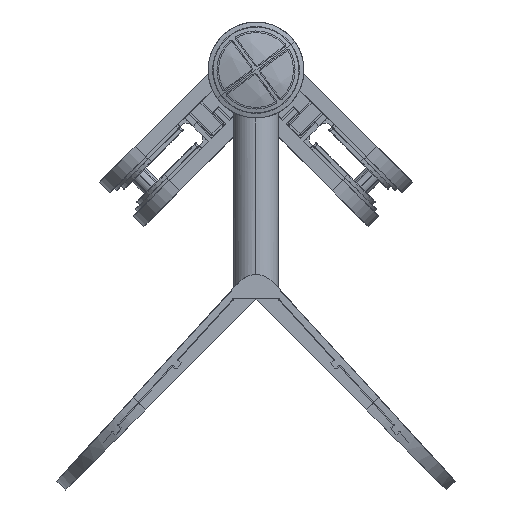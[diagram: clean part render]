
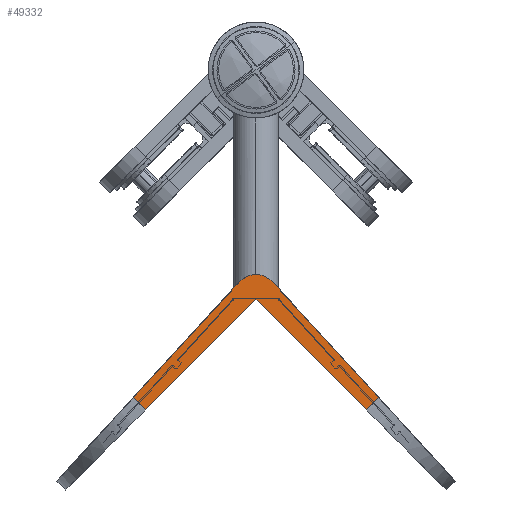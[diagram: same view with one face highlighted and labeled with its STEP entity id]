
A CAD part, front view. The second image highlights one B-rep face of the part: STEP entity #49332.
In plain terms, the highlighted face is planar.
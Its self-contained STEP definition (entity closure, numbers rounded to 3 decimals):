
#1570 = CARTESIAN_POINT ( 'NONE',  ( 7.373, -8.046, 100. ) ) ;
#1741 = DIRECTION ( 'NONE',  ( -0.676, 0.737, 0. ) ) ;
#1946 = CARTESIAN_POINT ( 'NONE',  ( -48.79, -64.607, 100. ) ) ;
#3595 = CARTESIAN_POINT ( 'NONE',  ( 54.223, -59.174, 100. ) ) ;
#6006 = CARTESIAN_POINT ( 'NONE',  ( 88.035, -96.073, 100. ) ) ;
#6614 = EDGE_LOOP ( 'NONE', ( #27071, #34235, #21104, #19665, #46380, #17791, #37320 ) ) ;
#6753 = DIRECTION ( 'NONE',  ( 0.707, 0.707, 0. ) ) ;
#8005 = CARTESIAN_POINT ( 'NONE',  ( -98.315, -15.082, 100. ) ) ;
#8166 = CARTESIAN_POINT ( 'NONE',  ( 0., 0., 100. ) ) ;
#8691 = CARTESIAN_POINT ( 'NONE',  ( 0., -15.816, 100. ) ) ;
#9754 = VECTOR ( 'NONE', #1741, 1000. ) ;
#9809 = VERTEX_POINT ( 'NONE', #51297 ) ;
#11345 = VERTEX_POINT ( 'NONE', #17489 ) ;
#11522 = CARTESIAN_POINT ( 'NONE',  ( -37.3, -150.697, 100. ) ) ;
#12986 = DIRECTION ( 'NONE',  ( -0.676, -0.737, 0. ) ) ;
#13095 = EDGE_CURVE ( 'NONE', #44252, #27907, #35102, .T. ) ;
#13264 = CARTESIAN_POINT ( 'NONE',  ( 0., -14.802, 100. ) ) ;
#14173 = PLANE ( 'NONE',  #43612 ) ;
#14756 = AXIS2_PLACEMENT_3D ( 'NONE', #13264, #26243, #43386 ) ;
#15285 = DIRECTION ( 'NONE',  ( -1., 0., 0. ) ) ;
#15647 = CIRCLE ( 'NONE', #14756, 10. ) ;
#16066 = CARTESIAN_POINT ( 'NONE',  ( -84.146, -99.962, 100. ) ) ;
#16178 = EDGE_CURVE ( 'NONE', #52707, #51239, #37224, .T. ) ;
#16270 = EDGE_CURVE ( 'NONE', #29572, #11345, #51016, .T. ) ;
#16527 = EDGE_CURVE ( 'NONE', #9809, #44252, #19997, .T. ) ;
#17489 = CARTESIAN_POINT ( 'NONE',  ( -54.223, -59.174, 100. ) ) ;
#17791 = ORIENTED_EDGE ( 'NONE', *, *, #32994, .T. ) ;
#18120 = VECTOR ( 'NONE', #12986, 1000. ) ;
#18708 = DIRECTION ( 'NONE',  ( 0., 0., -1. ) ) ;
#19665 = ORIENTED_EDGE ( 'NONE', *, *, #16527, .T. ) ;
#19997 = LINE ( 'NONE', #11522, #31598 ) ;
#21104 = ORIENTED_EDGE ( 'NONE', *, *, #22892, .T. ) ;
#22229 = DIRECTION ( 'NONE',  ( 0.707, -0.707, 0. ) ) ;
#22892 = EDGE_CURVE ( 'NONE', #51239, #9809, #34614, .T. ) ;
#26243 = DIRECTION ( 'NONE',  ( 0., 0., 1. ) ) ;
#27071 = ORIENTED_EDGE ( 'NONE', *, *, #29884, .T. ) ;
#27746 = FACE_OUTER_BOUND ( 'NONE', #6614, .T. ) ;
#27907 = VERTEX_POINT ( 'NONE', #1570 ) ;
#29572 = VERTEX_POINT ( 'NONE', #31464 ) ;
#29884 = EDGE_CURVE ( 'NONE', #11345, #52707, #34220, .T. ) ;
#31464 = CARTESIAN_POINT ( 'NONE',  ( -7.373, -8.046, 100. ) ) ;
#31598 = VECTOR ( 'NONE', #6753, 1000. ) ;
#32994 = EDGE_CURVE ( 'NONE', #27907, #29572, #15647, .T. ) ;
#33266 = DIRECTION ( 'NONE',  ( 0.707, 0.707, 0. ) ) ;
#33674 = DIRECTION ( 'NONE',  ( 0.707, -0.707, 0. ) ) ;
#34220 = LINE ( 'NONE', #8005, #34445 ) ;
#34235 = ORIENTED_EDGE ( 'NONE', *, *, #16178, .T. ) ;
#34445 = VECTOR ( 'NONE', #33674, 1000. ) ;
#34614 = LINE ( 'NONE', #8691, #43897 ) ;
#35102 = LINE ( 'NONE', #6006, #9754 ) ;
#37224 = LINE ( 'NONE', #16066, #43272 ) ;
#37320 = ORIENTED_EDGE ( 'NONE', *, *, #16270, .T. ) ;
#40950 = CARTESIAN_POINT ( 'NONE',  ( 0., 0., 100. ) ) ;
#43272 = VECTOR ( 'NONE', #33266, 1000. ) ;
#43386 = DIRECTION ( 'NONE',  ( -1., 0., 0. ) ) ;
#43612 = AXIS2_PLACEMENT_3D ( 'NONE', #40950, #18708, #15285 ) ;
#43897 = VECTOR ( 'NONE', #22229, 1000. ) ;
#44252 = VERTEX_POINT ( 'NONE', #3595 ) ;
#46380 = ORIENTED_EDGE ( 'NONE', *, *, #13095, .T. ) ;
#49332 = ADVANCED_FACE ( 'NONE', ( #27746 ), #14173, .F. ) ;
#51016 = LINE ( 'NONE', #8166, #18120 ) ;
#51239 = VERTEX_POINT ( 'NONE', #53932 ) ;
#51297 = CARTESIAN_POINT ( 'NONE',  ( 48.79, -64.607, 100. ) ) ;
#52707 = VERTEX_POINT ( 'NONE', #1946 ) ;
#53932 = CARTESIAN_POINT ( 'NONE',  ( 0., -15.816, 100. ) ) ;
